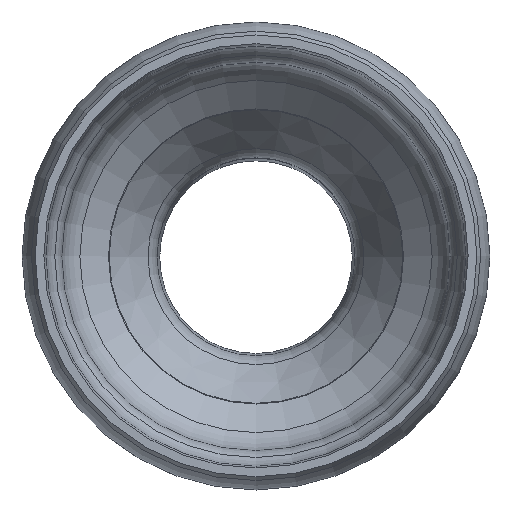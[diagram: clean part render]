
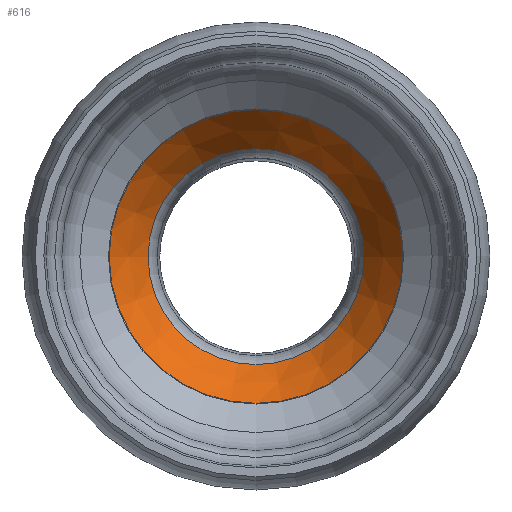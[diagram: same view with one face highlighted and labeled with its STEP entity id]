
A CAD part, top view. The second image highlights one B-rep face of the part: STEP entity #616.
In plain terms, the highlighted conical face has half-angle 33.341 degrees and reference radius 322.132 mm.
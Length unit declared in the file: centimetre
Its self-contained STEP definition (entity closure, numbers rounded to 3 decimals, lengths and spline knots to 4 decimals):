
#61=LINE('',#1168,#77);
#77=VECTOR('',#974,32.2132);
#85=CONICAL_SURFACE('',#731,32.2132,0.582);
#124=FACE_OUTER_BOUND('',#163,.T.);
#163=EDGE_LOOP('',(#571,#572,#573,#574,#575));
#238=CIRCLE('',#728,27.2219);
#240=CIRCLE('',#730,27.2219);
#241=CIRCLE('',#732,37.2045);
#299=VERTEX_POINT('',#1161);
#300=VERTEX_POINT('',#1162);
#301=VERTEX_POINT('',#1167);
#389=EDGE_CURVE('',#299,#300,#238,.T.);
#391=EDGE_CURVE('',#300,#299,#240,.T.);
#392=EDGE_CURVE('',#300,#301,#61,.T.);
#393=EDGE_CURVE('',#301,#301,#241,.T.);
#571=ORIENTED_EDGE('',*,*,#389,.T.);
#572=ORIENTED_EDGE('',*,*,#392,.T.);
#573=ORIENTED_EDGE('',*,*,#393,.F.);
#574=ORIENTED_EDGE('',*,*,#392,.F.);
#575=ORIENTED_EDGE('',*,*,#391,.T.);
#616=ADVANCED_FACE('',(#124),#85,.F.);
#728=AXIS2_PLACEMENT_3D('',#1163,#966,#967);
#730=AXIS2_PLACEMENT_3D('',#1165,#970,#971);
#731=AXIS2_PLACEMENT_3D('',#1166,#972,#973);
#732=AXIS2_PLACEMENT_3D('',#1169,#975,#976);
#966=DIRECTION('center_axis',(0.,0.,
-1.));
#967=DIRECTION('ref_axis',(1.,0.,0.));
#970=DIRECTION('center_axis',(0.,0.,
-1.));
#971=DIRECTION('ref_axis',(1.,0.,0.));
#972=DIRECTION('center_axis',(0.,0.,
1.));
#973=DIRECTION('ref_axis',(-1.,0.,0.));
#974=DIRECTION('',(0.55,0.,0.835));
#975=DIRECTION('center_axis',(0.,0.,
-1.));
#976=DIRECTION('ref_axis',(1.,0.,0.));
#1161=CARTESIAN_POINT('',(169.3614,6.1537,-13.4236));
#1162=CARTESIAN_POINT('',(196.5833,33.3755,-13.4236));
#1163=CARTESIAN_POINT('Origin',(169.3614,33.3755,-13.4236));
#1165=CARTESIAN_POINT('Origin',(169.3614,33.3755,-13.4236));
#1166=CARTESIAN_POINT('Origin',(169.3614,33.3755,-5.8368));
#1167=CARTESIAN_POINT('',(206.5659,33.3755,1.75));
#1168=CARTESIAN_POINT('',(201.5746,33.3755,-5.8368));
#1169=CARTESIAN_POINT('Origin',(169.3614,33.3755,1.75));
